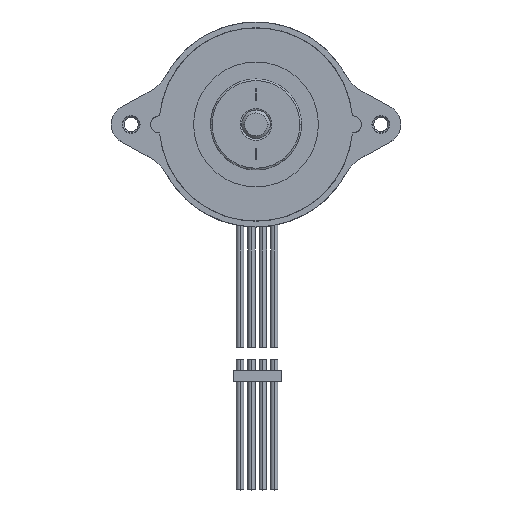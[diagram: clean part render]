
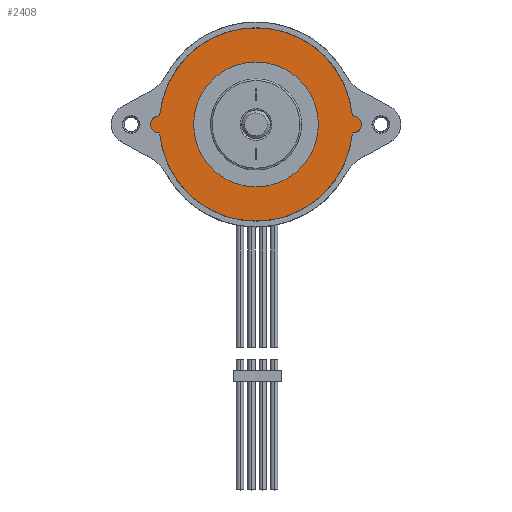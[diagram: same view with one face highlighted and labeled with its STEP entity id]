
A CAD part, top view. The second image highlights one B-rep face of the part: STEP entity #2408.
In plain terms, the highlighted face is planar.
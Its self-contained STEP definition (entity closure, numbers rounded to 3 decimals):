
#2029=CARTESIAN_POINT('',(0.,0.1,0.));
#2030=DIRECTION('',(0.,-1.,0.));
#2031=DIRECTION('',(-1.,0.,0.));
#2032=AXIS2_PLACEMENT_3D('',#2029,#2030,#2031);
#2034=CARTESIAN_POINT('',(0.,0.1,0.));
#2035=DIRECTION('',(0.,-1.,0.));
#2036=DIRECTION('',(1.,0.,0.));
#2037=AXIS2_PLACEMENT_3D('',#2034,#2035,#2036);
#2039=CARTESIAN_POINT('',(0.,0.1,0.));
#2040=DIRECTION('',(0.,1.,0.));
#2041=DIRECTION('',(-0.088,0.,-0.996));
#2042=AXIS2_PLACEMENT_3D('',#2039,#2040,#2041);
#2044=CARTESIAN_POINT('',(0.,0.1,17.));
#2045=DIRECTION('',(0.,1.,0.));
#2046=DIRECTION('',(-0.999,0.,-0.044));
#2047=AXIS2_PLACEMENT_3D('',#2044,#2045,#2046);
#2049=CARTESIAN_POINT('',(0.,0.1,0.));
#2050=DIRECTION('',(0.,1.,0.));
#2051=DIRECTION('',(0.088,0.,0.996));
#2052=AXIS2_PLACEMENT_3D('',#2049,#2050,#2051);
#2054=CARTESIAN_POINT('',(0.,0.1,-17.));
#2055=DIRECTION('',(0.,1.,0.));
#2056=DIRECTION('',(0.999,0.,0.044));
#2057=AXIS2_PLACEMENT_3D('',#2054,#2055,#2056);
#2127=CARTESIAN_POINT('',(-1.499,0.1,-16.934));
#2129=VERTEX_POINT('',#2127);
#2137=CARTESIAN_POINT('',(-1.499,0.1,16.934));
#2138=VERTEX_POINT('',#2137);
#2143=CARTESIAN_POINT('',(1.499,0.1,16.934));
#2144=VERTEX_POINT('',#2143);
#2145=CARTESIAN_POINT('',(1.499,0.1,-16.934));
#2146=VERTEX_POINT('',#2145);
#2181=CARTESIAN_POINT('',(-10.97,0.1,0.));
#2182=CARTESIAN_POINT('',(10.97,0.1,0.));
#2183=VERTEX_POINT('',#2181);
#2184=VERTEX_POINT('',#2182);
#2390=CARTESIAN_POINT('',(0.,0.1,0.));
#2391=DIRECTION('',(0.,-1.,0.));
#2392=DIRECTION('',(0.,0.,1.));
#2393=AXIS2_PLACEMENT_3D('',#2390,#2391,#2392);
#2394=PLANE('',#2393);
#2395=ORIENTED_EDGE('',*,*,#2371,.T.);
#2397=ORIENTED_EDGE('',*,*,#2396,.T.);
#2399=ORIENTED_EDGE('',*,*,#2398,.T.);
#2401=ORIENTED_EDGE('',*,*,#2400,.T.);
#2402=EDGE_LOOP('',(#2395,#2397,#2399,#2401));
#2403=FACE_OUTER_BOUND('',#2402,.F.);
#2404=ORIENTED_EDGE('',*,*,#2210,.T.);
#2405=ORIENTED_EDGE('',*,*,#2196,.T.);
#2406=EDGE_LOOP('',(#2404,#2405));
#2407=FACE_BOUND('',#2406,.F.);
#2408=ADVANCED_FACE('',(#2403,#2407),#2394,.T.);
#2033=CIRCLE('',#2032,10.97);
#2038=CIRCLE('',#2037,10.97);
#2043=CIRCLE('',#2042,17.);
#2048=CIRCLE('',#2047,1.5);
#2053=CIRCLE('',#2052,17.);
#2058=CIRCLE('',#2057,1.5);
#2196=EDGE_CURVE('',#2184,#2183,#2038,.T.);
#2210=EDGE_CURVE('',#2183,#2184,#2033,.T.);
#2371=EDGE_CURVE('',#2129,#2138,#2043,.T.);
#2396=EDGE_CURVE('',#2138,#2144,#2048,.T.);
#2398=EDGE_CURVE('',#2144,#2146,#2053,.T.);
#2400=EDGE_CURVE('',#2146,#2129,#2058,.T.);
